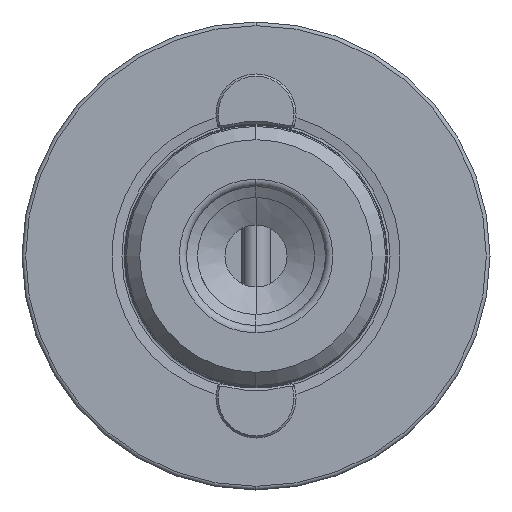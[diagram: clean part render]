
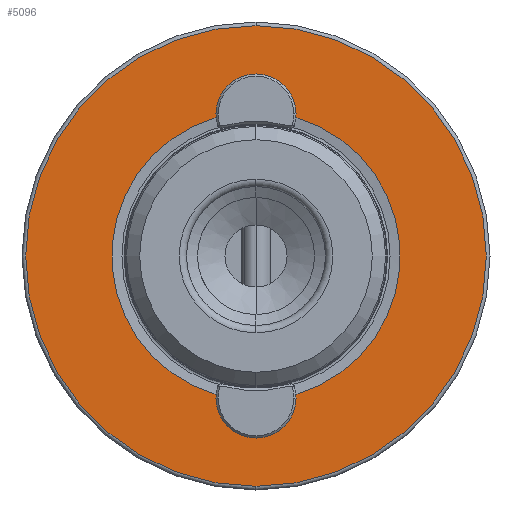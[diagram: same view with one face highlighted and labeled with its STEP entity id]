
A CAD part, left-side view. The second image highlights one B-rep face of the part: STEP entity #5096.
In plain terms, the highlighted planar face has unit normal (-1, 0, 0).
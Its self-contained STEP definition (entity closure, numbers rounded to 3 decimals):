
#30 = ORIENTED_EDGE ( 'NONE', *, *, #4696, .F. ) ;
#42 = ORIENTED_EDGE ( 'NONE', *, *, #2644, .T. ) ;
#66 = ORIENTED_EDGE ( 'NONE', *, *, #4806, .F. ) ;
#98 = CIRCLE ( 'NONE', #591, 31.5 ) ;
#211 = ORIENTED_EDGE ( 'NONE', *, *, #386, .F. ) ;
#374 = AXIS2_PLACEMENT_3D ( 'NONE', #6089, #2685, #6639 ) ;
#386 = EDGE_CURVE ( 'NONE', #3230, #4481, #778, .T. ) ;
#481 = VERTEX_POINT ( 'NONE', #5543 ) ;
#549 = CARTESIAN_POINT ( 'NONE',  ( 0., 0., 21.5 ) ) ;
#580 = EDGE_CURVE ( 'NONE', #643, #481, #3821, .T. ) ;
#591 = AXIS2_PLACEMENT_3D ( 'NONE', #768, #4700, #1328 ) ;
#643 = VERTEX_POINT ( 'NONE', #2522 ) ;
#702 = CIRCLE ( 'NONE', #374, 19.715 ) ;
#768 = CARTESIAN_POINT ( 'NONE',  ( 0., 0., 0. ) ) ;
#778 = CIRCLE ( 'NONE', #6168, 3. ) ;
#819 = ORIENTED_EDGE ( 'NONE', *, *, #580, .F. ) ;
#828 = DIRECTION ( 'NONE',  ( -1., 0., 0. ) ) ;
#1111 = DIRECTION ( 'NONE',  ( 0., 0., 1. ) ) ;
#1328 = DIRECTION ( 'NONE',  ( 0., 0., 1. ) ) ;
#1410 = FACE_OUTER_BOUND ( 'NONE', #1606, .T. ) ;
#1514 = ORIENTED_EDGE ( 'NONE', *, *, #5067, .T. ) ;
#1524 = CARTESIAN_POINT ( 'NONE',  ( 0., 0., 21.5 ) ) ;
#1552 = CARTESIAN_POINT ( 'NONE',  ( 0., 0., -24.5 ) ) ;
#1574 = DIRECTION ( 'NONE',  ( -1., 0., 0. ) ) ;
#1599 = DIRECTION ( 'NONE',  ( 0., 0., 1. ) ) ;
#1606 = EDGE_LOOP ( 'NONE', ( #1514, #42 ) ) ;
#1674 = AXIS2_PLACEMENT_3D ( 'NONE', #4528, #3953, #3402 ) ;
#1911 = DIRECTION ( 'NONE',  ( -1., 0., 0. ) ) ;
#2009 = CARTESIAN_POINT ( 'NONE',  ( 0., 0., 31.5 ) ) ;
#2196 = CARTESIAN_POINT ( 'NONE',  ( 0., 0., -21.5 ) ) ;
#2522 = CARTESIAN_POINT ( 'NONE',  ( 0., -2.305, 19.58 ) ) ;
#2544 = DIRECTION ( 'NONE',  ( -1., 0., 0. ) ) ;
#2547 = EDGE_CURVE ( 'NONE', #4481, #2971, #5968, .T. ) ;
#2644 = EDGE_CURVE ( 'NONE', #7230, #6110, #4101, .T. ) ;
#2682 = DIRECTION ( 'NONE',  ( 0., 0., 1. ) ) ;
#2685 = DIRECTION ( 'NONE',  ( -1., 0., 0. ) ) ;
#2696 = FACE_BOUND ( 'NONE', #4133, .T. ) ;
#2787 = CIRCLE ( 'NONE', #4127, 3. ) ;
#2971 = VERTEX_POINT ( 'NONE', #6684 ) ;
#3011 = PLANE ( 'NONE',  #4358 ) ;
#3157 = AXIS2_PLACEMENT_3D ( 'NONE', #5292, #1911, #5864 ) ;
#3230 = VERTEX_POINT ( 'NONE', #3465 ) ;
#3342 = VERTEX_POINT ( 'NONE', #6569 ) ;
#3402 = DIRECTION ( 'NONE',  ( 0., 0., 1. ) ) ;
#3465 = CARTESIAN_POINT ( 'NONE',  ( 0., 2.305, -19.58 ) ) ;
#3574 = DIRECTION ( 'NONE',  ( 0., 0., -1. ) ) ;
#3598 = CIRCLE ( 'NONE', #4401, 19.715 ) ;
#3748 = AXIS2_PLACEMENT_3D ( 'NONE', #1524, #1574, #1599 ) ;
#3782 = ORIENTED_EDGE ( 'NONE', *, *, #4364, .F. ) ;
#3821 = CIRCLE ( 'NONE', #3748, 3. ) ;
#3953 = DIRECTION ( 'NONE',  ( -1., 0., 0. ) ) ;
#4101 = CIRCLE ( 'NONE', #3157, 31.5 ) ;
#4127 = AXIS2_PLACEMENT_3D ( 'NONE', #549, #4471, #1111 ) ;
#4133 = EDGE_LOOP ( 'NONE', ( #3782, #66, #819, #30, #6614, #211 ) ) ;
#4189 = CARTESIAN_POINT ( 'NONE',  ( 0., 0., 0. ) ) ;
#4358 = AXIS2_PLACEMENT_3D ( 'NONE', #5266, #6957, #3574 ) ;
#4364 = EDGE_CURVE ( 'NONE', #3342, #3230, #3598, .T. ) ;
#4401 = AXIS2_PLACEMENT_3D ( 'NONE', #4189, #828, #4753 ) ;
#4471 = DIRECTION ( 'NONE',  ( -1., 0., 0. ) ) ;
#4481 = VERTEX_POINT ( 'NONE', #1552 ) ;
#4528 = CARTESIAN_POINT ( 'NONE',  ( 0., 0., -21.5 ) ) ;
#4696 = EDGE_CURVE ( 'NONE', #2971, #643, #702, .T. ) ;
#4700 = DIRECTION ( 'NONE',  ( -1., 0., 0. ) ) ;
#4753 = DIRECTION ( 'NONE',  ( 0., 0., 1. ) ) ;
#4806 = EDGE_CURVE ( 'NONE', #481, #3342, #2787, .T. ) ;
#5067 = EDGE_CURVE ( 'NONE', #6110, #7230, #98, .T. ) ;
#5096 = ADVANCED_FACE ( 'NONE', ( #2696, #1410 ), #3011, .F. ) ;
#5266 = CARTESIAN_POINT ( 'NONE',  ( 0., 0., -19.715 ) ) ;
#5292 = CARTESIAN_POINT ( 'NONE',  ( 0., 0., 0. ) ) ;
#5543 = CARTESIAN_POINT ( 'NONE',  ( 0., 0., 24.5 ) ) ;
#5864 = DIRECTION ( 'NONE',  ( 0., 0., 1. ) ) ;
#5968 = CIRCLE ( 'NONE', #1674, 3. ) ;
#6089 = CARTESIAN_POINT ( 'NONE',  ( 0., 0., 0. ) ) ;
#6110 = VERTEX_POINT ( 'NONE', #2009 ) ;
#6168 = AXIS2_PLACEMENT_3D ( 'NONE', #2196, #2544, #2682 ) ;
#6569 = CARTESIAN_POINT ( 'NONE',  ( 0., 2.305, 19.58 ) ) ;
#6614 = ORIENTED_EDGE ( 'NONE', *, *, #2547, .F. ) ;
#6639 = DIRECTION ( 'NONE',  ( 0., 0., 1. ) ) ;
#6684 = CARTESIAN_POINT ( 'NONE',  ( 0., -2.305, -19.58 ) ) ;
#6957 = DIRECTION ( 'NONE',  ( 1., 0., 0. ) ) ;
#7230 = VERTEX_POINT ( 'NONE', #7235 ) ;
#7235 = CARTESIAN_POINT ( 'NONE',  ( 0., 0., -31.5 ) ) ;
